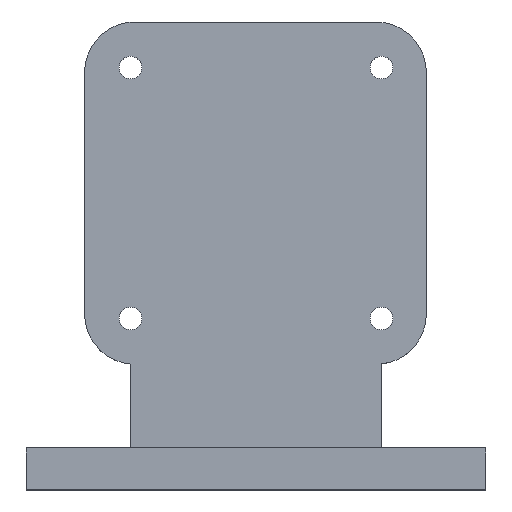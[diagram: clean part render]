
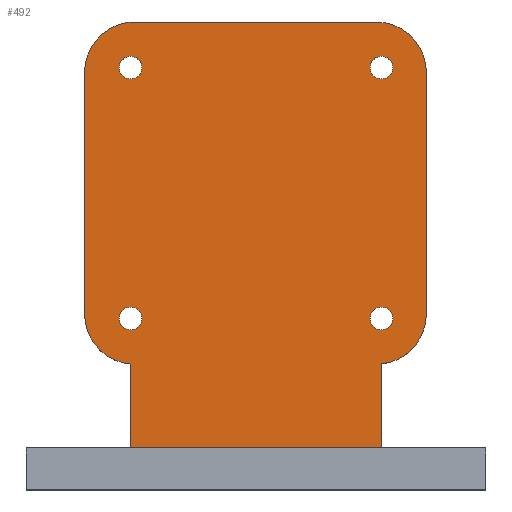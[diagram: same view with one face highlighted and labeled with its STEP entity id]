
A CAD part, top view. The second image highlights one B-rep face of the part: STEP entity #492.
In plain terms, the highlighted planar face has unit normal (0, 0, 1).
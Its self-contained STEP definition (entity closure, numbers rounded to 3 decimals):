
#28=FACE_BOUND('',#102,.T.);
#29=FACE_BOUND('',#103,.T.);
#30=FACE_BOUND('',#104,.T.);
#31=FACE_BOUND('',#105,.T.);
#41=PLANE('',#552);
#63=FACE_OUTER_BOUND('',#101,.T.);
#101=EDGE_LOOP('',(#424,#425,#426,#427,#428,#429,#430,#431,#432,#433));
#102=EDGE_LOOP('',(#434));
#103=EDGE_LOOP('',(#435));
#104=EDGE_LOOP('',(#436));
#105=EDGE_LOOP('',(#437));
#131=LINE('',#761,#173);
#137=LINE('',#792,#179);
#146=LINE('',#818,#188);
#147=LINE('',#823,#189);
#148=LINE('',#826,#190);
#149=LINE('',#828,#191);
#173=VECTOR('',#617,10.);
#179=VECTOR('',#651,10.);
#188=VECTOR('',#676,10.);
#189=VECTOR('',#681,10.);
#190=VECTOR('',#684,10.);
#191=VECTOR('',#685,10.);
#205=CIRCLE('',#533,1.35);
#207=CIRCLE('',#536,1.35);
#209=CIRCLE('',#539,1.35);
#211=CIRCLE('',#542,1.35);
#216=CIRCLE('',#550,6.);
#217=CIRCLE('',#553,6.);
#218=CIRCLE('',#554,6.);
#219=CIRCLE('',#555,6.);
#236=VERTEX_POINT('',#754);
#239=VERTEX_POINT('',#759);
#241=VERTEX_POINT('',#766);
#243=VERTEX_POINT('',#772);
#245=VERTEX_POINT('',#778);
#247=VERTEX_POINT('',#784);
#248=VERTEX_POINT('',#788);
#250=VERTEX_POINT('',#791);
#258=VERTEX_POINT('',#812);
#259=VERTEX_POINT('',#816);
#260=VERTEX_POINT('',#820);
#261=VERTEX_POINT('',#822);
#262=VERTEX_POINT('',#824);
#263=VERTEX_POINT('',#827);
#291=EDGE_CURVE('',#239,#236,#131,.T.);
#294=EDGE_CURVE('',#241,#241,#205,.T.);
#297=EDGE_CURVE('',#243,#243,#207,.T.);
#300=EDGE_CURVE('',#245,#245,#209,.T.);
#303=EDGE_CURVE('',#247,#247,#211,.T.);
#305=EDGE_CURVE('',#250,#248,#137,.T.);
#316=EDGE_CURVE('',#258,#250,#216,.T.);
#319=EDGE_CURVE('',#259,#258,#146,.T.);
#320=EDGE_CURVE('',#248,#260,#217,.T.);
#321=EDGE_CURVE('',#261,#260,#147,.T.);
#322=EDGE_CURVE('',#261,#262,#218,.T.);
#323=EDGE_CURVE('',#236,#262,#148,.T.);
#324=EDGE_CURVE('',#239,#263,#149,.T.);
#325=EDGE_CURVE('',#263,#259,#219,.T.);
#424=ORIENTED_EDGE('',*,*,#305,.T.);
#425=ORIENTED_EDGE('',*,*,#320,.T.);
#426=ORIENTED_EDGE('',*,*,#321,.F.);
#427=ORIENTED_EDGE('',*,*,#322,.T.);
#428=ORIENTED_EDGE('',*,*,#323,.F.);
#429=ORIENTED_EDGE('',*,*,#291,.F.);
#430=ORIENTED_EDGE('',*,*,#324,.T.);
#431=ORIENTED_EDGE('',*,*,#325,.T.);
#432=ORIENTED_EDGE('',*,*,#319,.T.);
#433=ORIENTED_EDGE('',*,*,#316,.T.);
#434=ORIENTED_EDGE('',*,*,#294,.T.);
#435=ORIENTED_EDGE('',*,*,#297,.T.);
#436=ORIENTED_EDGE('',*,*,#300,.T.);
#437=ORIENTED_EDGE('',*,*,#303,.T.);
#492=ADVANCED_FACE('',(#63,#28,#29,#30,#31),#41,.T.);
#533=AXIS2_PLACEMENT_3D('',#768,#625,#626);
#536=AXIS2_PLACEMENT_3D('',#774,#632,#633);
#539=AXIS2_PLACEMENT_3D('',#780,#639,#640);
#542=AXIS2_PLACEMENT_3D('',#786,#646,#647);
#550=AXIS2_PLACEMENT_3D('',#813,#670,#671);
#552=AXIS2_PLACEMENT_3D('',#819,#677,#678);
#553=AXIS2_PLACEMENT_3D('',#821,#679,#680);
#554=AXIS2_PLACEMENT_3D('',#825,#682,#683);
#555=AXIS2_PLACEMENT_3D('',#829,#686,#687);
#617=DIRECTION('',(-1.,0.,0.));
#625=DIRECTION('center_axis',(0.,0.,-1.));
#626=DIRECTION('ref_axis',(1.,0.,0.));
#632=DIRECTION('center_axis',(0.,0.,-1.));
#633=DIRECTION('ref_axis',(1.,0.,0.));
#639=DIRECTION('center_axis',(0.,0.,-1.));
#640=DIRECTION('ref_axis',(1.,0.,0.));
#646=DIRECTION('center_axis',(0.,0.,-1.));
#647=DIRECTION('ref_axis',(1.,0.,0.));
#651=DIRECTION('',(-1.,0.,0.));
#670=DIRECTION('center_axis',(0.,0.,1.));
#671=DIRECTION('ref_axis',(1.,0.,0.));
#676=DIRECTION('',(0.,1.,0.));
#677=DIRECTION('center_axis',(0.,0.,1.));
#678=DIRECTION('ref_axis',(1.,0.,0.));
#679=DIRECTION('center_axis',(0.,0.,1.));
#680=DIRECTION('ref_axis',(0.,1.,0.));
#681=DIRECTION('',(0.,1.,0.));
#682=DIRECTION('center_axis',(0.,0.,1.));
#683=DIRECTION('ref_axis',(-1.,0.,0.));
#684=DIRECTION('',(0.,1.,0.));
#685=DIRECTION('',(0.,1.,0.));
#686=DIRECTION('center_axis',(0.,0.,1.));
#687=DIRECTION('ref_axis',(0.,-1.,0.));
#754=CARTESIAN_POINT('',(-47.633,36.25,10.9));
#759=CARTESIAN_POINT('',(-17.633,36.25,10.9));
#761=CARTESIAN_POINT('',(-40.133,36.25,10.9));
#766=CARTESIAN_POINT('',(-48.983,81.746,10.9));
#768=CARTESIAN_POINT('Origin',(-47.633,81.746,10.9));
#772=CARTESIAN_POINT('',(-48.983,51.746,10.9));
#774=CARTESIAN_POINT('Origin',(-47.633,51.746,10.9));
#778=CARTESIAN_POINT('',(-18.983,81.746,10.9));
#780=CARTESIAN_POINT('Origin',(-17.633,81.746,10.9));
#784=CARTESIAN_POINT('',(-18.983,51.746,10.9));
#786=CARTESIAN_POINT('Origin',(-17.633,51.746,10.9));
#788=CARTESIAN_POINT('',(-47.181,87.201,10.9));
#791=CARTESIAN_POINT('',(-18.218,87.201,10.9));
#792=CARTESIAN_POINT('',(-40.133,87.201,10.9));
#812=CARTESIAN_POINT('',(-12.266,81.201,10.9));
#813=CARTESIAN_POINT('Origin',(-18.266,81.201,10.9));
#816=CARTESIAN_POINT('',(-12.266,52.271,10.9));
#818=CARTESIAN_POINT('',(-12.266,46.25,10.9));
#819=CARTESIAN_POINT('Origin',(-47.633,46.25,10.9));
#820=CARTESIAN_POINT('',(-53.133,81.201,10.9));
#821=CARTESIAN_POINT('Origin',(-47.133,81.201,10.9));
#822=CARTESIAN_POINT('',(-53.133,52.271,10.9));
#823=CARTESIAN_POINT('',(-53.133,46.25,10.9));
#824=CARTESIAN_POINT('',(-47.633,46.292,10.9));
#825=CARTESIAN_POINT('Origin',(-47.133,52.271,10.9));
#826=CARTESIAN_POINT('',(-47.633,46.25,10.9));
#827=CARTESIAN_POINT('',(-17.633,46.304,10.9));
#828=CARTESIAN_POINT('',(-17.633,46.25,10.9));
#829=CARTESIAN_POINT('Origin',(-18.266,52.271,10.9));
